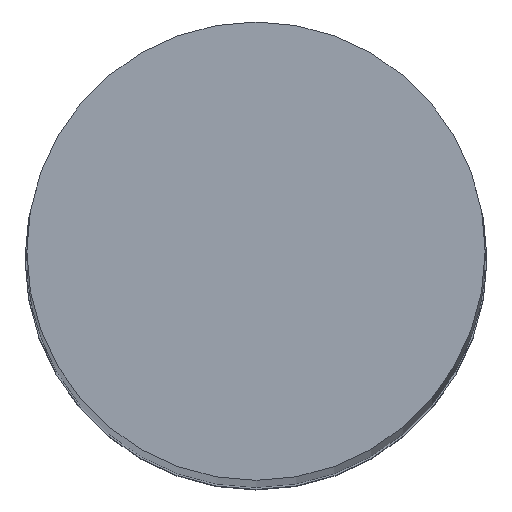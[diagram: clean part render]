
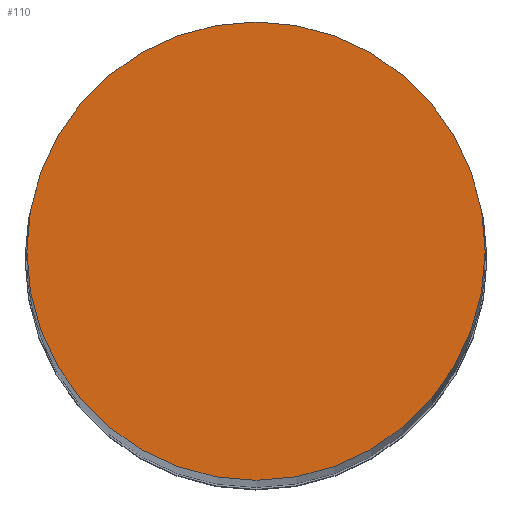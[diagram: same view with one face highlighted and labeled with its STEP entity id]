
A CAD part, top view. The second image highlights one B-rep face of the part: STEP entity #110.
In plain terms, the highlighted planar face has unit normal (0, 0, 1).
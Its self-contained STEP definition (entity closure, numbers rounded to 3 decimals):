
#48 = CARTESIAN_POINT ( 'NONE',  ( 0., 0., 0. ) ) ;
#86 = VERTEX_POINT ( 'NONE', #756 ) ;
#110 = ADVANCED_FACE ( 'NONE', ( #315 ), #524, .F. ) ;
#124 = EDGE_CURVE ( 'NONE', #86, #642, #450, .T. ) ;
#140 = CARTESIAN_POINT ( 'NONE',  ( 0., 0., 0. ) ) ;
#162 = DIRECTION ( 'NONE',  ( -1., 0., 0. ) ) ;
#193 = DIRECTION ( 'NONE',  ( 1., 0., 0. ) ) ;
#200 = EDGE_LOOP ( 'NONE', ( #233, #246 ) ) ;
#221 = AXIS2_PLACEMENT_3D ( 'NONE', #346, #763, #401 ) ;
#233 = ORIENTED_EDGE ( 'NONE', *, *, #449, .T. ) ;
#246 = ORIENTED_EDGE ( 'NONE', *, *, #124, .T. ) ;
#315 = FACE_OUTER_BOUND ( 'NONE', #200, .T. ) ;
#343 = DIRECTION ( 'NONE',  ( 0., 0., -1. ) ) ;
#346 = CARTESIAN_POINT ( 'NONE',  ( 0., 0., 0. ) ) ;
#388 = AXIS2_PLACEMENT_3D ( 'NONE', #48, #343, #162 ) ;
#401 = DIRECTION ( 'NONE',  ( 1., 0., 0. ) ) ;
#449 = EDGE_CURVE ( 'NONE', #642, #86, #592, .T. ) ;
#450 = CIRCLE ( 'NONE', #221, 7.938 ) ;
#473 = AXIS2_PLACEMENT_3D ( 'NONE', #140, #559, #193 ) ;
#524 = PLANE ( 'NONE',  #388 ) ;
#559 = DIRECTION ( 'NONE',  ( 0., 0., 1. ) ) ;
#592 = CIRCLE ( 'NONE', #473, 7.938 ) ;
#642 = VERTEX_POINT ( 'NONE', #671 ) ;
#671 = CARTESIAN_POINT ( 'NONE',  ( 7.938, 0., 0. ) ) ;
#756 = CARTESIAN_POINT ( 'NONE',  ( -7.938, 0., 0. ) ) ;
#763 = DIRECTION ( 'NONE',  ( 0., 0., 1. ) ) ;
